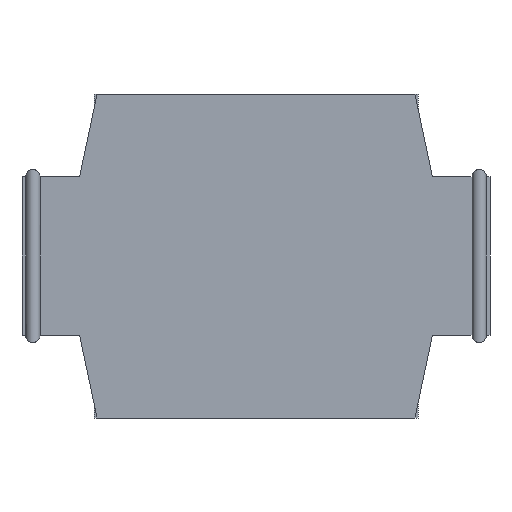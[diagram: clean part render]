
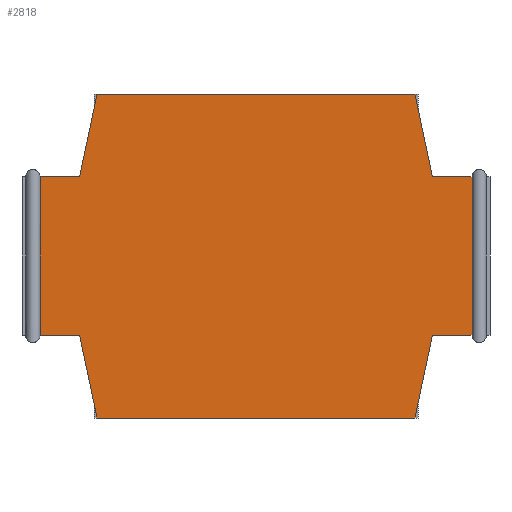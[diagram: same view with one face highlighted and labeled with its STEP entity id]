
A CAD part, front view. The second image highlights one B-rep face of the part: STEP entity #2818.
In plain terms, the highlighted planar face has unit normal (0, -1, 0).
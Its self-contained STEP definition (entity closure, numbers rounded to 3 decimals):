
#1=DIRECTION('',(0.,0.,1.));
#2=VECTOR('',#1,2.2);
#3=CARTESIAN_POINT('',(3.,0.,-1.1));
#4=LINE('',#3,#2);
#5=DIRECTION('',(-1.,0.,0.));
#6=VECTOR('',#5,0.55);
#7=CARTESIAN_POINT('',(3.,0.,-1.1));
#8=LINE('',#7,#6);
#9=DIRECTION('',(-0.206,0.,-0.979));
#10=VECTOR('',#9,1.175);
#11=CARTESIAN_POINT('',(2.45,0.,-1.1));
#12=LINE('',#11,#10);
#13=DIRECTION('',(-1.,0.,0.));
#14=VECTOR('',#13,4.416);
#15=CARTESIAN_POINT('',(2.208,0.,-2.25));
#16=LINE('',#15,#14);
#17=DIRECTION('',(-0.206,0.,0.979));
#18=VECTOR('',#17,1.175);
#19=CARTESIAN_POINT('',(-2.208,0.,-2.25));
#20=LINE('',#19,#18);
#21=DIRECTION('',(-1.,0.,0.));
#22=VECTOR('',#21,0.55);
#23=CARTESIAN_POINT('',(-2.45,0.,-1.1));
#24=LINE('',#23,#22);
#25=DIRECTION('',(0.,0.,-1.));
#26=VECTOR('',#25,2.2);
#27=CARTESIAN_POINT('',(-3.,0.,1.1));
#28=LINE('',#27,#26);
#29=DIRECTION('',(1.,0.,0.));
#30=VECTOR('',#29,0.55);
#31=CARTESIAN_POINT('',(-3.,0.,1.1));
#32=LINE('',#31,#30);
#33=DIRECTION('',(0.206,0.,0.979));
#34=VECTOR('',#33,1.175);
#35=CARTESIAN_POINT('',(-2.45,0.,1.1));
#36=LINE('',#35,#34);
#37=DIRECTION('',(1.,0.,0.));
#38=VECTOR('',#37,4.416);
#39=CARTESIAN_POINT('',(-2.208,0.,2.25));
#40=LINE('',#39,#38);
#41=DIRECTION('',(0.206,0.,-0.979));
#42=VECTOR('',#41,1.175);
#43=CARTESIAN_POINT('',(2.208,0.,2.25));
#44=LINE('',#43,#42);
#45=DIRECTION('',(1.,0.,0.));
#46=VECTOR('',#45,0.55);
#47=CARTESIAN_POINT('',(2.45,0.,1.1));
#48=LINE('',#47,#46);
#2593=CARTESIAN_POINT('',(-2.208,0.,-2.25));
#2594=CARTESIAN_POINT('',(-2.45,0.,-1.1));
#2595=VERTEX_POINT('',#2593);
#2596=VERTEX_POINT('',#2594);
#2601=CARTESIAN_POINT('',(-2.45,0.,1.1));
#2602=CARTESIAN_POINT('',(-2.208,0.,2.25));
#2603=VERTEX_POINT('',#2601);
#2604=VERTEX_POINT('',#2602);
#2605=CARTESIAN_POINT('',(2.208,0.,2.25));
#2606=VERTEX_POINT('',#2605);
#2607=CARTESIAN_POINT('',(2.45,0.,1.1));
#2608=VERTEX_POINT('',#2607);
#2613=CARTESIAN_POINT('',(2.45,0.,-1.1));
#2614=CARTESIAN_POINT('',(2.208,0.,-2.25));
#2615=VERTEX_POINT('',#2613);
#2616=VERTEX_POINT('',#2614);
#2707=CARTESIAN_POINT('',(3.,0.,-1.1));
#2708=CARTESIAN_POINT('',(3.,0.,1.1));
#2709=VERTEX_POINT('',#2707);
#2710=VERTEX_POINT('',#2708);
#2733=CARTESIAN_POINT('',(-3.,0.,1.1));
#2734=VERTEX_POINT('',#2733);
#2737=CARTESIAN_POINT('',(-3.,0.,-1.1));
#2738=VERTEX_POINT('',#2737);
#2787=CARTESIAN_POINT('',(0.,0.,0.));
#2788=DIRECTION('',(0.,1.,0.));
#2789=DIRECTION('',(1.,0.,0.));
#2790=AXIS2_PLACEMENT_3D('',#2787,#2788,#2789);
#2791=PLANE('',#2790);
#2793=ORIENTED_EDGE('',*,*,#2792,.F.);
#2795=ORIENTED_EDGE('',*,*,#2794,.T.);
#2797=ORIENTED_EDGE('',*,*,#2796,.T.);
#2799=ORIENTED_EDGE('',*,*,#2798,.T.);
#2801=ORIENTED_EDGE('',*,*,#2800,.T.);
#2803=ORIENTED_EDGE('',*,*,#2802,.T.);
#2805=ORIENTED_EDGE('',*,*,#2804,.F.);
#2807=ORIENTED_EDGE('',*,*,#2806,.T.);
#2809=ORIENTED_EDGE('',*,*,#2808,.T.);
#2811=ORIENTED_EDGE('',*,*,#2810,.T.);
#2813=ORIENTED_EDGE('',*,*,#2812,.T.);
#2815=ORIENTED_EDGE('',*,*,#2814,.T.);
#2816=EDGE_LOOP('',(#2793,#2795,#2797,#2799,#2801,#2803,#2805,#2807,#2809,#2811,
#2813,#2815));
#2817=FACE_OUTER_BOUND('',#2816,.F.);
#2792=EDGE_CURVE('',#2709,#2710,#4,.T.);
#2794=EDGE_CURVE('',#2709,#2615,#8,.T.);
#2796=EDGE_CURVE('',#2615,#2616,#12,.T.);
#2798=EDGE_CURVE('',#2616,#2595,#16,.T.);
#2800=EDGE_CURVE('',#2595,#2596,#20,.T.);
#2802=EDGE_CURVE('',#2596,#2738,#24,.T.);
#2804=EDGE_CURVE('',#2734,#2738,#28,.T.);
#2806=EDGE_CURVE('',#2734,#2603,#32,.T.);
#2808=EDGE_CURVE('',#2603,#2604,#36,.T.);
#2810=EDGE_CURVE('',#2604,#2606,#40,.T.);
#2812=EDGE_CURVE('',#2606,#2608,#44,.T.);
#2814=EDGE_CURVE('',#2608,#2710,#48,.T.);
#2818=ADVANCED_FACE('',(#2817),#2791,.F.);
